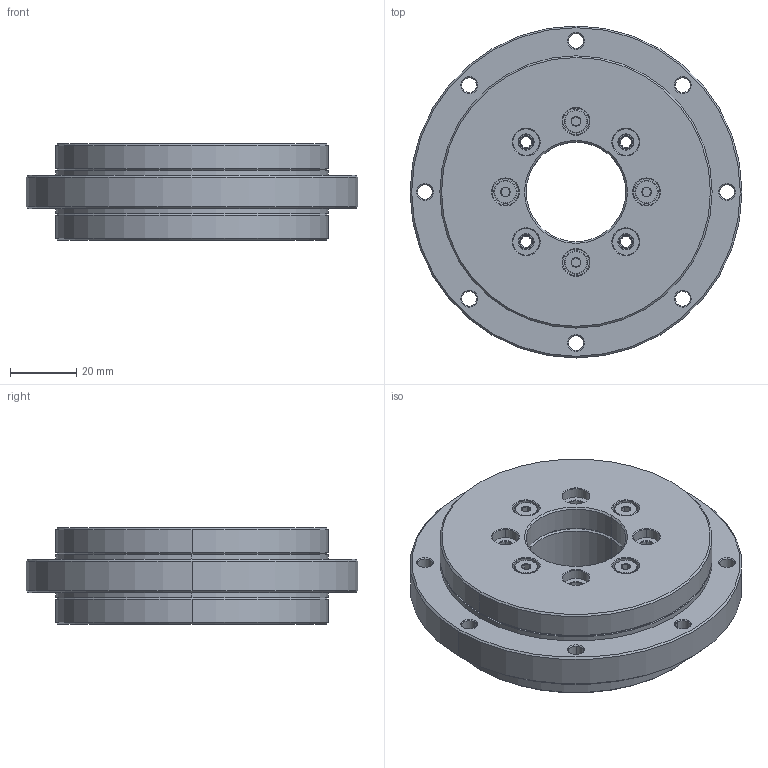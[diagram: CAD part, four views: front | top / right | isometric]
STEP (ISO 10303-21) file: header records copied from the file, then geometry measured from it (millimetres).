
FILE_DESCRIPTION(('no description'),'unknown implementation level');
FILE_NAME('PRT_01_30_1.stp',' ',('igus® GmbH'),('CADClick - KiM GmbH - www.kimweb.de'),'unknown preprocess','ACIS','unknown authorization');
FILE_SCHEMA(('automotive_design'));
Length unit declared in the file: millimetre
Products named in the file (7): 1; 2; 3; 4; 5; 6; 7
Bounding box: 100 x 100 x 29 mm (x, y, z)
Volume: 154669.3 mm3; surface area: 59956.7 mm2
Topology: 7 solids, 7 shells, 328 faces, 696 edges, 410 vertices
Faces by surface type: cone 152, cylinder 102, plane 66, torus 8
Entity records: 17142 total; most frequent: DIRECTION 1712, CARTESIAN_POINT 1489, STYLED_ITEM 1441, PRESENTATION_STYLE_ASSIGNMENT 1441, COLOUR_RGB 1441, ORIENTED_EDGE 1392, AXIS2_PLACEMENT_3D 705, EDGE_CURVE 696
